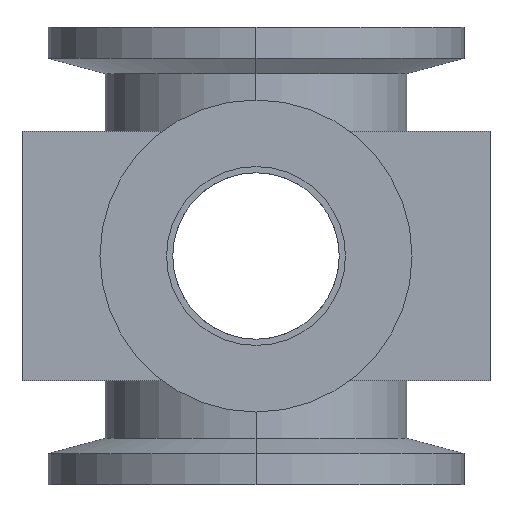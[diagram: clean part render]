
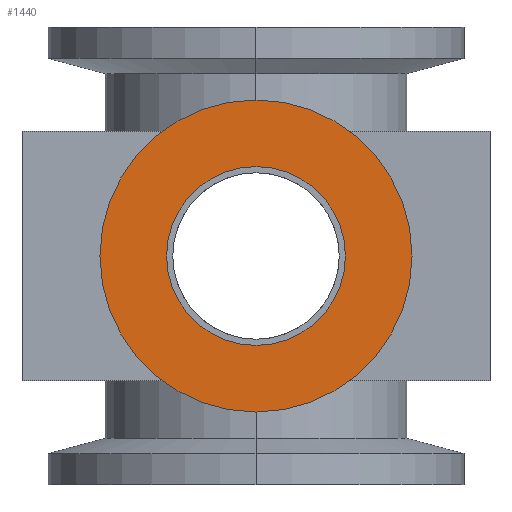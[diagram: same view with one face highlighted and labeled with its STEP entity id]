
A CAD part, left-side view. The second image highlights one B-rep face of the part: STEP entity #1440.
In plain terms, the highlighted planar face has unit normal (-1, 0, 0).
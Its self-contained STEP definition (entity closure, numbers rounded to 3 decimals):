
#46 = ORIENTED_EDGE ( 'NONE', *, *, #387, .T. ) ;
#207 = VERTEX_POINT ( 'NONE', #713 ) ;
#211 = CARTESIAN_POINT ( 'NONE',  ( -40., 0., 8.6 ) ) ;
#387 = EDGE_CURVE ( 'NONE', #739, #207, #816, .T. ) ;
#441 = FACE_BOUND ( 'NONE', #1943, .T. ) ;
#489 = EDGE_LOOP ( 'NONE', ( #46, #1016 ) ) ;
#562 = DIRECTION ( 'NONE',  ( 1., 0., 0. ) ) ;
#649 = DIRECTION ( 'NONE',  ( -1., 0., 0. ) ) ;
#709 = AXIS2_PLACEMENT_3D ( 'NONE', #2242, #1092, #2418 ) ;
#713 = CARTESIAN_POINT ( 'NONE',  ( -40., 0., -15. ) ) ;
#724 = AXIS2_PLACEMENT_3D ( 'NONE', #1828, #649, #2018 ) ;
#727 = DIRECTION ( 'NONE',  ( -1., 0., 0. ) ) ;
#739 = VERTEX_POINT ( 'NONE', #2284 ) ;
#781 = EDGE_CURVE ( 'NONE', #959, #1361, #1938, .T. ) ;
#816 = CIRCLE ( 'NONE', #1883, 15. ) ;
#844 = PLANE ( 'NONE',  #724 ) ;
#945 = EDGE_CURVE ( 'NONE', #1361, #959, #1054, .T. ) ;
#959 = VERTEX_POINT ( 'NONE', #2044 ) ;
#995 = ORIENTED_EDGE ( 'NONE', *, *, #781, .T. ) ;
#1014 = DIRECTION ( 'NONE',  ( -1., 0., 0. ) ) ;
#1016 = ORIENTED_EDGE ( 'NONE', *, *, #1204, .T. ) ;
#1054 = CIRCLE ( 'NONE', #709, 8.6 ) ;
#1092 = DIRECTION ( 'NONE',  ( 1., 0., 0. ) ) ;
#1173 = CIRCLE ( 'NONE', #1448, 15. ) ;
#1204 = EDGE_CURVE ( 'NONE', #207, #739, #1173, .T. ) ;
#1361 = VERTEX_POINT ( 'NONE', #211 ) ;
#1440 = ADVANCED_FACE ( 'NONE', ( #1492, #441 ), #844, .T. ) ;
#1448 = AXIS2_PLACEMENT_3D ( 'NONE', #1900, #727, #2091 ) ;
#1492 = FACE_OUTER_BOUND ( 'NONE', #489, .T. ) ;
#1736 = CARTESIAN_POINT ( 'NONE',  ( -40., 0., 0. ) ) ;
#1737 = AXIS2_PLACEMENT_3D ( 'NONE', #1736, #562, #1924 ) ;
#1787 = ORIENTED_EDGE ( 'NONE', *, *, #945, .T. ) ;
#1828 = CARTESIAN_POINT ( 'NONE',  ( -40., -15., 0. ) ) ;
#1883 = AXIS2_PLACEMENT_3D ( 'NONE', #2169, #1014, #2359 ) ;
#1900 = CARTESIAN_POINT ( 'NONE',  ( -40., 0., 0. ) ) ;
#1924 = DIRECTION ( 'NONE',  ( 0., 0., 1. ) ) ;
#1938 = CIRCLE ( 'NONE', #1737, 8.6 ) ;
#1943 = EDGE_LOOP ( 'NONE', ( #1787, #995 ) ) ;
#2018 = DIRECTION ( 'NONE',  ( 0., 0., 1. ) ) ;
#2044 = CARTESIAN_POINT ( 'NONE',  ( -40., 0., -8.6 ) ) ;
#2091 = DIRECTION ( 'NONE',  ( 0., 0., 1. ) ) ;
#2169 = CARTESIAN_POINT ( 'NONE',  ( -40., 0., 0. ) ) ;
#2242 = CARTESIAN_POINT ( 'NONE',  ( -40., 0., 0. ) ) ;
#2284 = CARTESIAN_POINT ( 'NONE',  ( -40., 0., 15. ) ) ;
#2359 = DIRECTION ( 'NONE',  ( 0., 0., 1. ) ) ;
#2418 = DIRECTION ( 'NONE',  ( 0., 0., 1. ) ) ;
